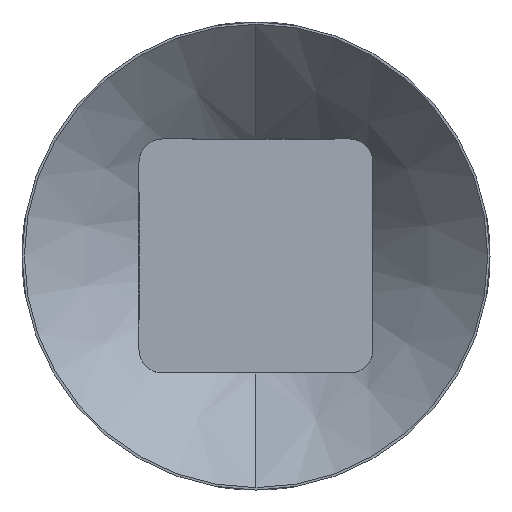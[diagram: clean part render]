
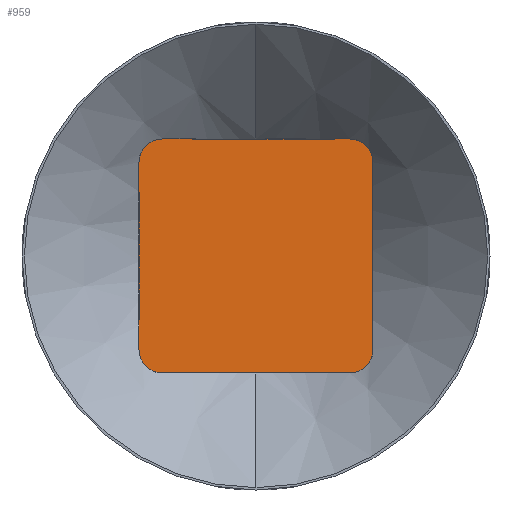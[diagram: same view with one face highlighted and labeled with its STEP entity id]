
A CAD part, left-side view. The second image highlights one B-rep face of the part: STEP entity #959.
In plain terms, the highlighted planar face has unit normal (-1, 0, 0).
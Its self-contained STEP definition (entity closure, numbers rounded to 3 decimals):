
#12 = PLANE ( 'NONE',  #896 ) ;
#15 = VERTEX_POINT ( 'NONE', #522 ) ;
#23 = AXIS2_PLACEMENT_3D ( 'NONE', #692, #241, #145 ) ;
#31 = CARTESIAN_POINT ( 'NONE',  ( 17., 4., -5. ) ) ;
#39 = LINE ( 'NONE', #248, #967 ) ;
#40 = ORIENTED_EDGE ( 'NONE', *, *, #377, .F. ) ;
#60 = CARTESIAN_POINT ( 'NONE',  ( 17., -4., -5. ) ) ;
#92 = EDGE_CURVE ( 'NONE', #850, #15, #1107, .T. ) ;
#137 = LINE ( 'NONE', #31, #1132 ) ;
#145 = DIRECTION ( 'NONE',  ( 0., 0., 1. ) ) ;
#153 = VERTEX_POINT ( 'NONE', #1082 ) ;
#171 = ORIENTED_EDGE ( 'NONE', *, *, #1048, .F. ) ;
#172 = EDGE_CURVE ( 'NONE', #426, #930, #610, .T. ) ;
#180 = CARTESIAN_POINT ( 'NONE',  ( 17., 5., -4. ) ) ;
#184 = ORIENTED_EDGE ( 'NONE', *, *, #172, .F. ) ;
#192 = CARTESIAN_POINT ( 'NONE',  ( 17., -5., -4. ) ) ;
#204 = DIRECTION ( 'NONE',  ( 0., 0., -1. ) ) ;
#241 = DIRECTION ( 'NONE',  ( 1., 0., 0. ) ) ;
#248 = CARTESIAN_POINT ( 'NONE',  ( 17., 5., -4. ) ) ;
#252 = CIRCLE ( 'NONE', #23, 1. ) ;
#318 = AXIS2_PLACEMENT_3D ( 'NONE', #420, #858, #594 ) ;
#336 = DIRECTION ( 'NONE',  ( 0., -1., 0. ) ) ;
#343 = ORIENTED_EDGE ( 'NONE', *, *, #92, .F. ) ;
#350 = CARTESIAN_POINT ( 'NONE',  ( 17., 4., 5. ) ) ;
#372 = AXIS2_PLACEMENT_3D ( 'NONE', #869, #1042, #951 ) ;
#374 = CARTESIAN_POINT ( 'NONE',  ( 17., -4., -4. ) ) ;
#377 = EDGE_CURVE ( 'NONE', #153, #722, #252, .T. ) ;
#407 = DIRECTION ( 'NONE',  ( 0., 1., 0. ) ) ;
#420 = CARTESIAN_POINT ( 'NONE',  ( 17., -4., -4. ) ) ;
#423 = EDGE_CURVE ( 'NONE', #1169, #426, #683, .T. ) ;
#426 = VERTEX_POINT ( 'NONE', #780 ) ;
#450 = ORIENTED_EDGE ( 'NONE', *, *, #517, .F. ) ;
#485 = AXIS2_PLACEMENT_3D ( 'NONE', #627, #1066, #893 ) ;
#492 = VECTOR ( 'NONE', #204, 1000. ) ;
#517 = EDGE_CURVE ( 'NONE', #15, #1169, #797, .T. ) ;
#522 = CARTESIAN_POINT ( 'NONE',  ( 17., 4., 5. ) ) ;
#529 = EDGE_CURVE ( 'NONE', #722, #850, #39, .T. ) ;
#564 = CARTESIAN_POINT ( 'NONE',  ( 17., -5., -4. ) ) ;
#568 = CARTESIAN_POINT ( 'NONE',  ( 17., 5., 4. ) ) ;
#594 = DIRECTION ( 'NONE',  ( 0., 0., 1. ) ) ;
#610 = LINE ( 'NONE', #192, #492 ) ;
#627 = CARTESIAN_POINT ( 'NONE',  ( 17., 4., 4. ) ) ;
#670 = FACE_OUTER_BOUND ( 'NONE', #720, .T. ) ;
#683 = CIRCLE ( 'NONE', #372, 1. ) ;
#692 = CARTESIAN_POINT ( 'NONE',  ( 17., 4., -4. ) ) ;
#720 = EDGE_LOOP ( 'NONE', ( #1108, #184, #1051, #450, #343, #1067, #40, #171 ) ) ;
#722 = VERTEX_POINT ( 'NONE', #180 ) ;
#751 = DIRECTION ( 'NONE',  ( -1., 0., 0. ) ) ;
#758 = DIRECTION ( 'NONE',  ( 0., 0., 1. ) ) ;
#768 = CIRCLE ( 'NONE', #318, 1. ) ;
#780 = CARTESIAN_POINT ( 'NONE',  ( 17., -5., 4. ) ) ;
#797 = LINE ( 'NONE', #350, #1011 ) ;
#850 = VERTEX_POINT ( 'NONE', #568 ) ;
#858 = DIRECTION ( 'NONE',  ( 1., 0., 0. ) ) ;
#869 = CARTESIAN_POINT ( 'NONE',  ( 17., -4., 4. ) ) ;
#893 = DIRECTION ( 'NONE',  ( 0., 0., -1. ) ) ;
#896 = AXIS2_PLACEMENT_3D ( 'NONE', #374, #751, #758 ) ;
#930 = VERTEX_POINT ( 'NONE', #564 ) ;
#951 = DIRECTION ( 'NONE',  ( 0., 0., 1. ) ) ;
#952 = CARTESIAN_POINT ( 'NONE',  ( 17., -4., 5. ) ) ;
#959 = ADVANCED_FACE ( 'NONE', ( #670 ), #12, .T. ) ;
#967 = VECTOR ( 'NONE', #1155, 1000. ) ;
#1011 = VECTOR ( 'NONE', #336, 1000. ) ;
#1042 = DIRECTION ( 'NONE',  ( 1., 0., 0. ) ) ;
#1048 = EDGE_CURVE ( 'NONE', #1135, #153, #137, .T. ) ;
#1051 = ORIENTED_EDGE ( 'NONE', *, *, #423, .F. ) ;
#1066 = DIRECTION ( 'NONE',  ( 1., 0., 0. ) ) ;
#1067 = ORIENTED_EDGE ( 'NONE', *, *, #529, .F. ) ;
#1082 = CARTESIAN_POINT ( 'NONE',  ( 17., 4., -5. ) ) ;
#1107 = CIRCLE ( 'NONE', #485, 1. ) ;
#1108 = ORIENTED_EDGE ( 'NONE', *, *, #1139, .F. ) ;
#1132 = VECTOR ( 'NONE', #407, 1000. ) ;
#1135 = VERTEX_POINT ( 'NONE', #60 ) ;
#1139 = EDGE_CURVE ( 'NONE', #930, #1135, #768, .T. ) ;
#1155 = DIRECTION ( 'NONE',  ( 0., 0., 1. ) ) ;
#1169 = VERTEX_POINT ( 'NONE', #952 ) ;
